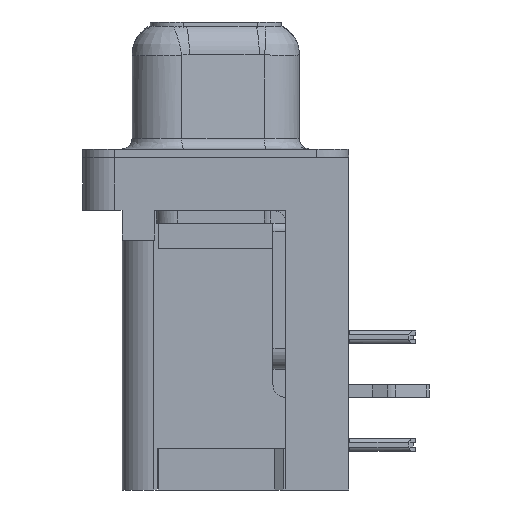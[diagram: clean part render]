
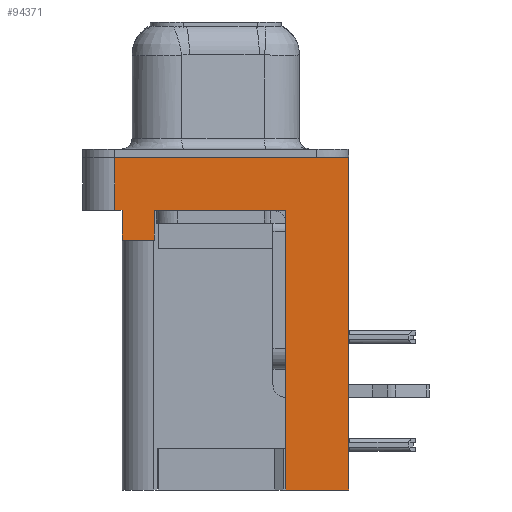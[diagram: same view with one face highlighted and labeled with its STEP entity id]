
A CAD part, left-side view. The second image highlights one B-rep face of the part: STEP entity #94371.
In plain terms, the highlighted planar face has unit normal (-1, 0, 0).
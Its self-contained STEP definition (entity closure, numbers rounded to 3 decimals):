
#587 = EDGE_CURVE ( 'NONE', #47231, #76221, #39560, .T. ) ;
#2326 = ORIENTED_EDGE ( 'NONE', *, *, #24955, .F. ) ;
#2403 = VERTEX_POINT ( 'NONE', #66372 ) ;
#3390 = ORIENTED_EDGE ( 'NONE', *, *, #77945, .T. ) ;
#5186 = DIRECTION ( 'NONE',  ( 0., 0., 1. ) ) ;
#6793 = EDGE_CURVE ( 'NONE', #88536, #2403, #92570, .T. ) ;
#7508 = VERTEX_POINT ( 'NONE', #25345 ) ;
#8467 = CARTESIAN_POINT ( 'NONE',  ( -15.4, 0., 3.295 ) ) ;
#8996 = CARTESIAN_POINT ( 'NONE',  ( -15.4, 0., 4.897 ) ) ;
#9158 = EDGE_CURVE ( 'NONE', #91809, #88536, #77587, .T. ) ;
#9913 = VECTOR ( 'NONE', #18101, 1000. ) ;
#10572 = VECTOR ( 'NONE', #35782, 1000. ) ;
#10659 = EDGE_CURVE ( 'NONE', #16733, #91809, #40347, .T. ) ;
#14830 = EDGE_CURVE ( 'NONE', #7508, #2403, #66769, .T. ) ;
#16524 = CARTESIAN_POINT ( 'NONE',  ( -15.4, 0., -4.775 ) ) ;
#16733 = VERTEX_POINT ( 'NONE', #8996 ) ;
#18101 = DIRECTION ( 'NONE',  ( 0., 0., -1. ) ) ;
#21869 = CARTESIAN_POINT ( 'NONE',  ( -15.4, -15.7, 6.275 ) ) ;
#22006 = CARTESIAN_POINT ( 'NONE',  ( -15.4, -2.5, 3.295 ) ) ;
#22041 = DIRECTION ( 'NONE',  ( 0., 0., 1. ) ) ;
#22809 = LINE ( 'NONE', #8467, #100414 ) ;
#24637 = LINE ( 'NONE', #27334, #61483 ) ;
#24758 = VERTEX_POINT ( 'NONE', #35090 ) ;
#24955 = EDGE_CURVE ( 'NONE', #16733, #51332, #64291, .T. ) ;
#25345 = CARTESIAN_POINT ( 'NONE',  ( -15.4, -3.9, -4.425 ) ) ;
#27110 = LINE ( 'NONE', #96859, #9913 ) ;
#27334 = CARTESIAN_POINT ( 'NONE',  ( -15.4, 0., 6.275 ) ) ;
#28585 = CARTESIAN_POINT ( 'NONE',  ( -15.4, -2.5, -2.895 ) ) ;
#29765 = VECTOR ( 'NONE', #22041, 1000. ) ;
#29863 = VECTOR ( 'NONE', #5186, 1000. ) ;
#31597 = ORIENTED_EDGE ( 'NONE', *, *, #56180, .F. ) ;
#34407 = FACE_OUTER_BOUND ( 'NONE', #101504, .T. ) ;
#35090 = CARTESIAN_POINT ( 'NONE',  ( -15.4, -2.5, -2.895 ) ) ;
#35782 = DIRECTION ( 'NONE',  ( 0., -1., 0. ) ) ;
#35905 = VECTOR ( 'NONE', #52747, 1000. ) ;
#39074 = EDGE_CURVE ( 'NONE', #24758, #44823, #97938, .T. ) ;
#39188 = ORIENTED_EDGE ( 'NONE', *, *, #83548, .F. ) ;
#39560 = LINE ( 'NONE', #44318, #43228 ) ;
#40347 = LINE ( 'NONE', #85868, #64936 ) ;
#42697 = ORIENTED_EDGE ( 'NONE', *, *, #14830, .F. ) ;
#43228 = VECTOR ( 'NONE', #51219, 1000. ) ;
#44318 = CARTESIAN_POINT ( 'NONE',  ( -15.4, -15.7, 0. ) ) ;
#44823 = VERTEX_POINT ( 'NONE', #86714 ) ;
#45058 = DIRECTION ( 'NONE',  ( -1., 0., 0. ) ) ;
#47231 = VERTEX_POINT ( 'NONE', #21869 ) ;
#51219 = DIRECTION ( 'NONE',  ( 0., 0., -1. ) ) ;
#51332 = VERTEX_POINT ( 'NONE', #89534 ) ;
#52498 = CARTESIAN_POINT ( 'NONE',  ( -15.4, -2.5, -4.775 ) ) ;
#52747 = DIRECTION ( 'NONE',  ( 0., 0., 1. ) ) ;
#54343 = EDGE_CURVE ( 'NONE', #24758, #101582, #56804, .T. ) ;
#56180 = EDGE_CURVE ( 'NONE', #51332, #47231, #24637, .T. ) ;
#56804 = LINE ( 'NONE', #101374, #35905 ) ;
#59687 = ORIENTED_EDGE ( 'NONE', *, *, #54343, .T. ) ;
#59851 = CARTESIAN_POINT ( 'NONE',  ( -15.4, 0., 0. ) ) ;
#61483 = VECTOR ( 'NONE', #97143, 1000. ) ;
#62710 = AXIS2_PLACEMENT_3D ( 'NONE', #92235, #45058, #91262 ) ;
#64291 = LINE ( 'NONE', #59851, #29863 ) ;
#64936 = VECTOR ( 'NONE', #70367, 1000. ) ;
#66372 = CARTESIAN_POINT ( 'NONE',  ( -15.4, -2.5, -4.425 ) ) ;
#66421 = CARTESIAN_POINT ( 'NONE',  ( -15.4, 0., -4.775 ) ) ;
#66769 = LINE ( 'NONE', #98116, #90199 ) ;
#70367 = DIRECTION ( 'NONE',  ( 0., 0., -1. ) ) ;
#71378 = DIRECTION ( 'NONE',  ( 0., -1., 0. ) ) ;
#73809 = ORIENTED_EDGE ( 'NONE', *, *, #39074, .F. ) ;
#76221 = VERTEX_POINT ( 'NONE', #87881 ) ;
#76728 = DIRECTION ( 'NONE',  ( 0., 1., 0. ) ) ;
#77024 = ORIENTED_EDGE ( 'NONE', *, *, #10659, .T. ) ;
#77587 = LINE ( 'NONE', #16524, #93587 ) ;
#77795 = CARTESIAN_POINT ( 'NONE',  ( -15.4, -2.5, 0. ) ) ;
#77945 = EDGE_CURVE ( 'NONE', #101582, #76221, #22809, .T. ) ;
#79829 = DIRECTION ( 'NONE',  ( 0., -1., 0. ) ) ;
#80830 = ORIENTED_EDGE ( 'NONE', *, *, #9158, .T. ) ;
#83548 = EDGE_CURVE ( 'NONE', #44823, #7508, #27110, .T. ) ;
#83669 = PLANE ( 'NONE',  #62710 ) ;
#85868 = CARTESIAN_POINT ( 'NONE',  ( -15.4, 0., -6.275 ) ) ;
#86714 = CARTESIAN_POINT ( 'NONE',  ( -15.4, -3.9, -2.895 ) ) ;
#87881 = CARTESIAN_POINT ( 'NONE',  ( -15.4, -15.7, 3.295 ) ) ;
#88536 = VERTEX_POINT ( 'NONE', #52498 ) ;
#89534 = CARTESIAN_POINT ( 'NONE',  ( -15.4, 0., 6.275 ) ) ;
#90199 = VECTOR ( 'NONE', #76728, 1000. ) ;
#91262 = DIRECTION ( 'NONE',  ( 0., 0., 1. ) ) ;
#91809 = VERTEX_POINT ( 'NONE', #66421 ) ;
#92235 = CARTESIAN_POINT ( 'NONE',  ( -15.4, 0., -6.275 ) ) ;
#92570 = LINE ( 'NONE', #77795, #29765 ) ;
#93587 = VECTOR ( 'NONE', #79829, 1000. ) ;
#94371 = ADVANCED_FACE ( 'NONE', ( #34407 ), #83669, .T. ) ;
#94390 = ORIENTED_EDGE ( 'NONE', *, *, #587, .F. ) ;
#96859 = CARTESIAN_POINT ( 'NONE',  ( -15.4, -3.9, -2.895 ) ) ;
#97143 = DIRECTION ( 'NONE',  ( 0., -1., 0. ) ) ;
#97938 = LINE ( 'NONE', #28585, #10572 ) ;
#98116 = CARTESIAN_POINT ( 'NONE',  ( -15.4, -2.5, -4.425 ) ) ;
#100414 = VECTOR ( 'NONE', #71378, 1000. ) ;
#101374 = CARTESIAN_POINT ( 'NONE',  ( -15.4, -2.5, -6.275 ) ) ;
#101504 = EDGE_LOOP ( 'NONE', ( #2326, #77024, #80830, #101903, #42697, #39188, #73809, #59687, #3390, #94390, #31597 ) ) ;
#101582 = VERTEX_POINT ( 'NONE', #22006 ) ;
#101903 = ORIENTED_EDGE ( 'NONE', *, *, #6793, .T. ) ;
